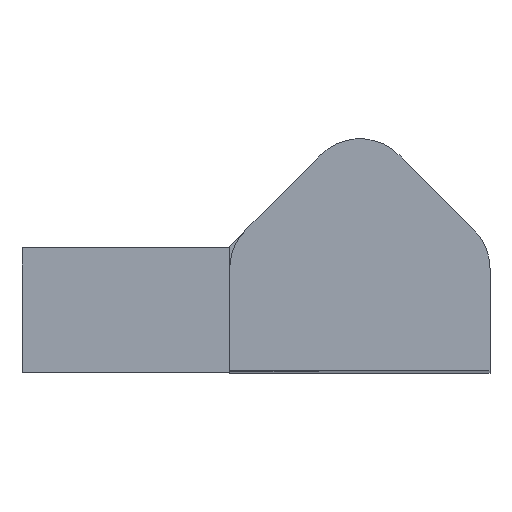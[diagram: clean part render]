
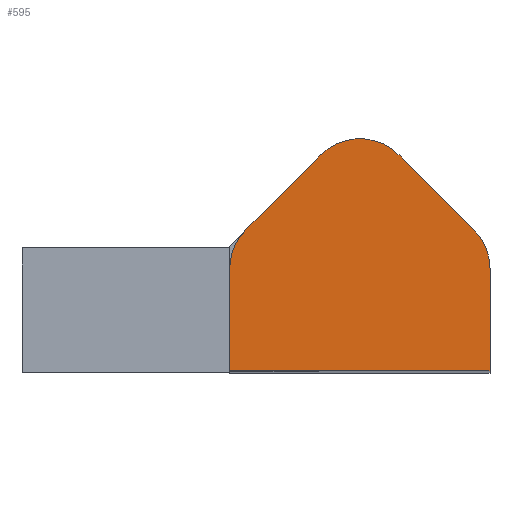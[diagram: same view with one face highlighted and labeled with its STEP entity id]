
A CAD part, top view. The second image highlights one B-rep face of the part: STEP entity #595.
In plain terms, the highlighted planar face has unit normal (0, 0, 1).
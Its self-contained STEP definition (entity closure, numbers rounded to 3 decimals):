
#7 = DIRECTION ( 'NONE',  ( 0., 0., 1. ) ) ;
#18 = CARTESIAN_POINT ( 'NONE',  ( 4.7, -2.25, 51. ) ) ;
#23 = DIRECTION ( 'NONE',  ( 0.707, -0.707, 0. ) ) ;
#24 = VERTEX_POINT ( 'NONE', #252 ) ;
#29 = DIRECTION ( 'NONE',  ( 1., 0., 0. ) ) ;
#58 = EDGE_CURVE ( 'NONE', #366, #160, #247, .T. ) ;
#62 = VECTOR ( 'NONE', #23, 1000. ) ;
#65 = ORIENTED_EDGE ( 'NONE', *, *, #58, .T. ) ;
#66 = EDGE_CURVE ( 'NONE', #410, #445, #217, .T. ) ;
#75 = ORIENTED_EDGE ( 'NONE', *, *, #564, .F. ) ;
#76 = DIRECTION ( 'NONE',  ( 0., 0., 1. ) ) ;
#85 = CIRCLE ( 'NONE', #624, 2. ) ;
#89 = VECTOR ( 'NONE', #603, 1000. ) ;
#104 = EDGE_CURVE ( 'NONE', #338, #189, #628, .T. ) ;
#108 = EDGE_CURVE ( 'NONE', #338, #160, #153, .T. ) ;
#128 = CARTESIAN_POINT ( 'NONE',  ( -1.414, 5.536, 51. ) ) ;
#134 = CARTESIAN_POINT ( 'NONE',  ( 4.7, 1.422, 51. ) ) ;
#153 = LINE ( 'NONE', #508, #337 ) ;
#160 = VERTEX_POINT ( 'NONE', #18 ) ;
#184 = FACE_OUTER_BOUND ( 'NONE', #573, .T. ) ;
#189 = VERTEX_POINT ( 'NONE', #575 ) ;
#192 = ORIENTED_EDGE ( 'NONE', *, *, #66, .T. ) ;
#208 = VERTEX_POINT ( 'NONE', #616 ) ;
#217 = CIRCLE ( 'NONE', #389, 2. ) ;
#220 = ORIENTED_EDGE ( 'NONE', *, *, #104, .T. ) ;
#228 = CARTESIAN_POINT ( 'NONE',  ( -3.475, 3.475, 51. ) ) ;
#235 = DIRECTION ( 'NONE',  ( 0., 0., 1. ) ) ;
#241 = ORIENTED_EDGE ( 'NONE', *, *, #432, .F. ) ;
#247 = LINE ( 'NONE', #550, #89 ) ;
#252 = CARTESIAN_POINT ( 'NONE',  ( -4.7, 1.422, 51. ) ) ;
#271 = DIRECTION ( 'NONE',  ( 0.707, 0.707, 0. ) ) ;
#295 = EDGE_CURVE ( 'NONE', #24, #366, #412, .T. ) ;
#304 = AXIS2_PLACEMENT_3D ( 'NONE', #400, #7, #611 ) ;
#305 = EDGE_CURVE ( 'NONE', #208, #24, #85, .T. ) ;
#312 = CARTESIAN_POINT ( 'NONE',  ( -4.7, 0., 51. ) ) ;
#321 = CARTESIAN_POINT ( 'NONE',  ( -2.7, 1.422, 51. ) ) ;
#337 = VECTOR ( 'NONE', #391, 1000. ) ;
#338 = VERTEX_POINT ( 'NONE', #134 ) ;
#366 = VERTEX_POINT ( 'NONE', #629 ) ;
#374 = CARTESIAN_POINT ( 'NONE',  ( 3.475, 3.475, 51. ) ) ;
#389 = AXIS2_PLACEMENT_3D ( 'NONE', #561, #452, #450 ) ;
#391 = DIRECTION ( 'NONE',  ( 0., -1., 0. ) ) ;
#400 = CARTESIAN_POINT ( 'NONE',  ( 2.7, 1.422, 51. ) ) ;
#410 = VERTEX_POINT ( 'NONE', #646 ) ;
#412 = LINE ( 'NONE', #312, #597 ) ;
#414 = DIRECTION ( 'NONE',  ( 0., -1., 0. ) ) ;
#432 = EDGE_CURVE ( 'NONE', #410, #189, #580, .T. ) ;
#437 = ORIENTED_EDGE ( 'NONE', *, *, #108, .F. ) ;
#445 = VERTEX_POINT ( 'NONE', #128 ) ;
#450 = DIRECTION ( 'NONE',  ( 1., 0., 0. ) ) ;
#452 = DIRECTION ( 'NONE',  ( 0., 0., 1. ) ) ;
#508 = CARTESIAN_POINT ( 'NONE',  ( 4.7, 0., 51. ) ) ;
#530 = DIRECTION ( 'NONE',  ( 1., 0., 0. ) ) ;
#535 = ORIENTED_EDGE ( 'NONE', *, *, #305, .T. ) ;
#536 = LINE ( 'NONE', #228, #607 ) ;
#541 = AXIS2_PLACEMENT_3D ( 'NONE', #592, #235, #29 ) ;
#550 = CARTESIAN_POINT ( 'NONE',  ( 0., -2.25, 51. ) ) ;
#561 = CARTESIAN_POINT ( 'NONE',  ( 0., 4.122, 51. ) ) ;
#564 = EDGE_CURVE ( 'NONE', #208, #445, #536, .T. ) ;
#573 = EDGE_LOOP ( 'NONE', ( #437, #220, #241, #192, #75, #535, #648, #65 ) ) ;
#575 = CARTESIAN_POINT ( 'NONE',  ( 4.114, 2.836, 51. ) ) ;
#580 = LINE ( 'NONE', #374, #62 ) ;
#592 = CARTESIAN_POINT ( 'NONE',  ( 0., 0., 51. ) ) ;
#595 = ADVANCED_FACE ( 'NONE', ( #184 ), #641, .T. ) ;
#597 = VECTOR ( 'NONE', #414, 1000. ) ;
#603 = DIRECTION ( 'NONE',  ( 1., 0., 0. ) ) ;
#607 = VECTOR ( 'NONE', #271, 1000. ) ;
#611 = DIRECTION ( 'NONE',  ( 1., 0., 0. ) ) ;
#616 = CARTESIAN_POINT ( 'NONE',  ( -4.114, 2.836, 51. ) ) ;
#624 = AXIS2_PLACEMENT_3D ( 'NONE', #321, #76, #530 ) ;
#628 = CIRCLE ( 'NONE', #304, 2. ) ;
#629 = CARTESIAN_POINT ( 'NONE',  ( -4.7, -2.25, 51. ) ) ;
#641 = PLANE ( 'NONE',  #541 ) ;
#646 = CARTESIAN_POINT ( 'NONE',  ( 1.414, 5.536, 51. ) ) ;
#648 = ORIENTED_EDGE ( 'NONE', *, *, #295, .T. ) ;
